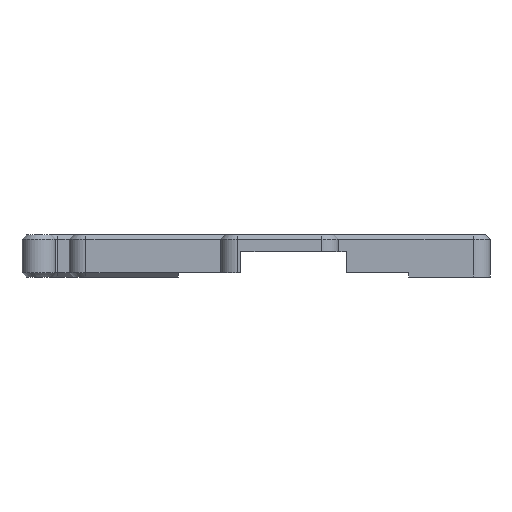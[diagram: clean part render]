
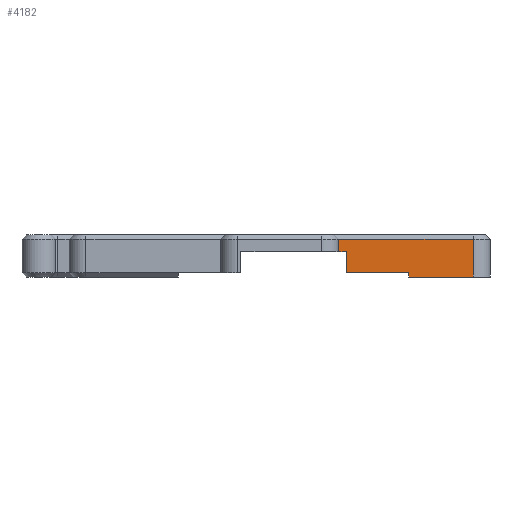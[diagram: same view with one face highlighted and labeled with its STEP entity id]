
A CAD part, front view. The second image highlights one B-rep face of the part: STEP entity #4182.
In plain terms, the highlighted planar face has unit normal (0, -1, 0).
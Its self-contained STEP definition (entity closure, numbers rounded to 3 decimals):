
#312=PLANE('',#4484);
#457=FACE_OUTER_BOUND('',#687,.T.);
#687=EDGE_LOOP('',(#3273,#3274,#3275,#3276,#3277,#3278,#3279,#3280));
#1172=LINE('',#6373,#1622);
#1190=LINE('',#6413,#1640);
#1208=LINE('',#6459,#1658);
#1217=LINE('',#6481,#1667);
#1232=LINE('',#6525,#1682);
#1234=LINE('',#6529,#1684);
#1235=LINE('',#6531,#1685);
#1236=LINE('',#6532,#1686);
#1622=VECTOR('',#5083,10.);
#1640=VECTOR('',#5113,10.);
#1658=VECTOR('',#5141,10.);
#1667=VECTOR('',#5160,10.);
#1682=VECTOR('',#5205,10.);
#1684=VECTOR('',#5209,10.);
#1685=VECTOR('',#5210,10.);
#1686=VECTOR('',#5211,10.);
#2088=VERTEX_POINT('',#6371);
#2089=VERTEX_POINT('',#6372);
#2105=VERTEX_POINT('',#6412);
#2122=VERTEX_POINT('',#6458);
#2130=VERTEX_POINT('',#6480);
#2144=VERTEX_POINT('',#6524);
#2145=VERTEX_POINT('',#6528);
#2146=VERTEX_POINT('',#6530);
#2500=EDGE_CURVE('',#2088,#2089,#1172,.T.);
#2520=EDGE_CURVE('',#2089,#2105,#1190,.T.);
#2541=EDGE_CURVE('',#2105,#2122,#1208,.T.);
#2553=EDGE_CURVE('',#2130,#2088,#1217,.T.);
#2575=EDGE_CURVE('',#2144,#2130,#1232,.T.);
#2577=EDGE_CURVE('',#2122,#2145,#1234,.T.);
#2578=EDGE_CURVE('',#2145,#2146,#1235,.T.);
#2579=EDGE_CURVE('',#2144,#2146,#1236,.T.);
#3273=ORIENTED_EDGE('',*,*,#2553,.T.);
#3274=ORIENTED_EDGE('',*,*,#2500,.T.);
#3275=ORIENTED_EDGE('',*,*,#2520,.T.);
#3276=ORIENTED_EDGE('',*,*,#2541,.T.);
#3277=ORIENTED_EDGE('',*,*,#2577,.T.);
#3278=ORIENTED_EDGE('',*,*,#2578,.T.);
#3279=ORIENTED_EDGE('',*,*,#2579,.F.);
#3280=ORIENTED_EDGE('',*,*,#2575,.T.);
#4182=ADVANCED_FACE('',(#457),#312,.T.);
#4484=AXIS2_PLACEMENT_3D('',#6527,#5207,#5208);
#5083=DIRECTION('',(0.,0.,-1.));
#5113=DIRECTION('',(1.,0.,0.));
#5141=DIRECTION('',(0.,0.,-1.));
#5160=DIRECTION('',(1.,0.,0.));
#5205=DIRECTION('',(0.,0.,-1.));
#5207=DIRECTION('center_axis',(0.,-1.,0.));
#5208=DIRECTION('ref_axis',(1.,0.,0.));
#5209=DIRECTION('',(1.,0.,0.));
#5210=DIRECTION('',(0.,0.,1.));
#5211=DIRECTION('',(1.,0.,0.));
#6371=CARTESIAN_POINT('',(7.903,-25.,3.026));
#6372=CARTESIAN_POINT('',(7.903,-25.,0.526));
#6373=CARTESIAN_POINT('',(7.903,-25.,0.263));
#6412=CARTESIAN_POINT('',(15.353,-25.,0.526));
#6413=CARTESIAN_POINT('',(-3.824,-25.,0.526));
#6458=CARTESIAN_POINT('',(15.353,-25.,0.));
#6459=CARTESIAN_POINT('',(15.353,-25.,-5.122));
#6480=CARTESIAN_POINT('',(5.,-25.,3.026));
#6481=CARTESIAN_POINT('',(-7.549,-25.,3.026));
#6524=CARTESIAN_POINT('',(5.,-25.,4.5));
#6525=CARTESIAN_POINT('',(5.,-25.,2.5));
#6527=CARTESIAN_POINT('Origin',(-23.,-25.,0.));
#6528=CARTESIAN_POINT('',(23.,-25.,0.));
#6529=CARTESIAN_POINT('',(-23.,-25.,0.));
#6530=CARTESIAN_POINT('',(23.,-25.,4.5));
#6531=CARTESIAN_POINT('',(23.,-25.,0.));
#6532=CARTESIAN_POINT('',(-17.75,-25.,4.5));
